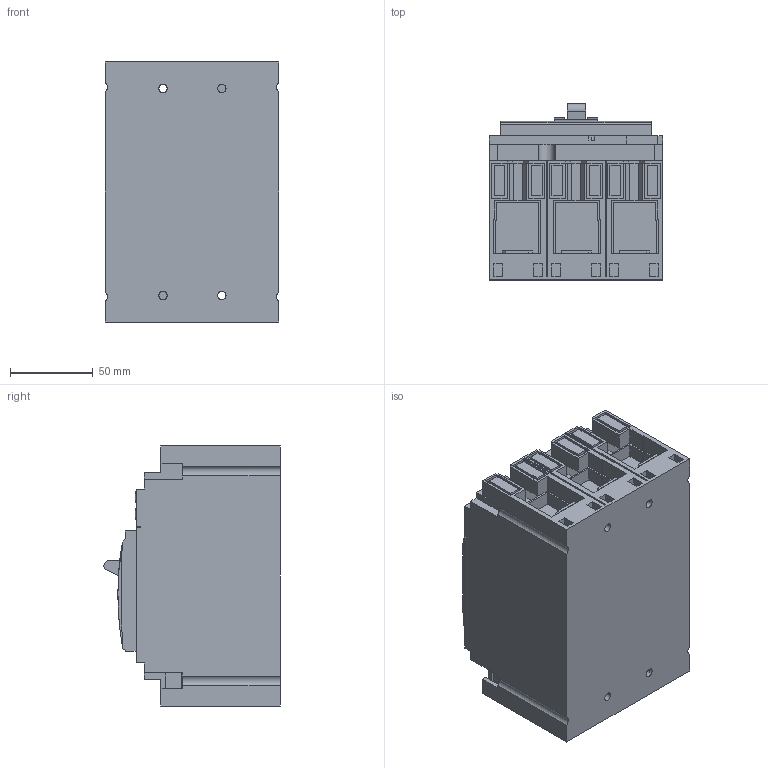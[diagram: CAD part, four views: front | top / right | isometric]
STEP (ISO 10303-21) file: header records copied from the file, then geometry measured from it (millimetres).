
FILE_DESCRIPTION((''),'2;1');
FILE_NAME('50A0','2021-07-18T19:45:04',('芝'),(''),'CREO PARAMETRIC BY PTC INC, 2019080','CREO PARAMETRIC BY PTC INC, 2019080','');
FILE_SCHEMA(('CONFIG_CONTROL_DESIGN'));
Length unit declared in the file: millimetre
Products named in the file (1): 50A0
Bounding box: 105 x 106.55 x 157 mm (x, y, z)
Volume: 1253659.4 mm3; surface area: 138498 mm2
Topology: 1 solids, 2 shells, 1058 faces, 2971 edges, 1967 vertices
Faces by surface type: plane 837, cylinder 119, extrusion 94, sphere 8
Entity records: 34337 total; most frequent: CARTESIAN_POINT 7335, ORIENTED_EDGE 5926, DIRECTION 4953, EDGE_CURVE 2963, VECTOR 2341, LINE 2247, VERTEX_POINT 1978, AXIS2_PLACEMENT_3D 1306
